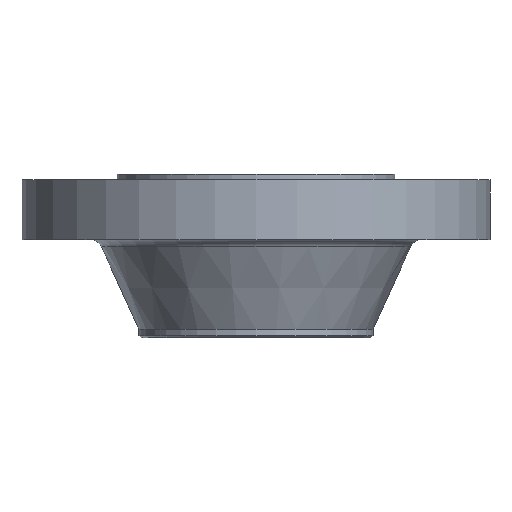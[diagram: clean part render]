
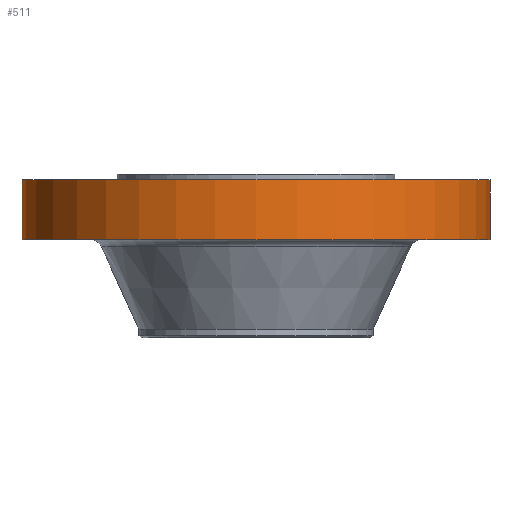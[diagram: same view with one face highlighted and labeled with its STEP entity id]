
A CAD part, front view. The second image highlights one B-rep face of the part: STEP entity #511.
In plain terms, the highlighted cylindrical face has radius 273.05 mm (diameter 546.1 mm), a partial arc.
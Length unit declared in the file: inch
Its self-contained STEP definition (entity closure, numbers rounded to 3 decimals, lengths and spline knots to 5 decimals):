
#60 = DIRECTION ( 'NONE',  ( 0., 0., 1. ) ) ;
#89 = CARTESIAN_POINT ( 'NONE',  ( 0., 0., -3. ) ) ;
#233 = CARTESIAN_POINT ( 'NONE',  ( 0., 0., -0.25 ) ) ;
#236 = DIRECTION ( 'NONE',  ( 1., 0., 0. ) ) ;
#246 = AXIS2_PLACEMENT_3D ( 'NONE', #89, #60, #600 ) ;
#288 = LINE ( 'NONE', #1055, #856 ) ;
#360 = VECTOR ( 'NONE', #1335, 39.37008 ) ;
#365 = CYLINDRICAL_SURFACE ( 'NONE', #1396, 10.75 ) ;
#373 = ORIENTED_EDGE ( 'NONE', *, *, #1193, .T. ) ;
#444 = AXIS2_PLACEMENT_3D ( 'NONE', #233, #788, #513 ) ;
#511 = ADVANCED_FACE ( 'NONE', ( #1015 ), #365, .T. ) ;
#513 = DIRECTION ( 'NONE',  ( 1., 0., 0. ) ) ;
#600 = DIRECTION ( 'NONE',  ( 1., 0., 0. ) ) ;
#710 = VERTEX_POINT ( 'NONE', #1473 ) ;
#788 = DIRECTION ( 'NONE',  ( 0., 0., 1. ) ) ;
#789 = VERTEX_POINT ( 'NONE', #1519 ) ;
#806 = DIRECTION ( 'NONE',  ( 0., 0., 1. ) ) ;
#856 = VECTOR ( 'NONE', #806, 39.37008 ) ;
#911 = LINE ( 'NONE', #1170, #360 ) ;
#1005 = CIRCLE ( 'NONE', #444, 10.75 ) ;
#1015 = FACE_OUTER_BOUND ( 'NONE', #1709, .T. ) ;
#1033 = CARTESIAN_POINT ( 'NONE',  ( 0., 0., 0. ) ) ;
#1055 = CARTESIAN_POINT ( 'NONE',  ( -10.75, 0., 0. ) ) ;
#1133 = CARTESIAN_POINT ( 'NONE',  ( -10.75, 0., -3. ) ) ;
#1143 = CIRCLE ( 'NONE', #246, 10.75 ) ;
#1170 = CARTESIAN_POINT ( 'NONE',  ( 10.75, 0., 0. ) ) ;
#1177 = ORIENTED_EDGE ( 'NONE', *, *, #1547, .F. ) ;
#1193 = EDGE_CURVE ( 'NONE', #1194, #710, #1143, .T. ) ;
#1194 = VERTEX_POINT ( 'NONE', #1133 ) ;
#1230 = EDGE_CURVE ( 'NONE', #710, #789, #911, .T. ) ;
#1276 = DIRECTION ( 'NONE',  ( 0., 0., 1. ) ) ;
#1335 = DIRECTION ( 'NONE',  ( 0., 0., 1. ) ) ;
#1362 = CARTESIAN_POINT ( 'NONE',  ( -10.75, 0., -0.25 ) ) ;
#1392 = ORIENTED_EDGE ( 'NONE', *, *, #1230, .T. ) ;
#1396 = AXIS2_PLACEMENT_3D ( 'NONE', #1033, #1276, #236 ) ;
#1473 = CARTESIAN_POINT ( 'NONE',  ( 10.75, 0., -3. ) ) ;
#1475 = ORIENTED_EDGE ( 'NONE', *, *, #1704, .F. ) ;
#1519 = CARTESIAN_POINT ( 'NONE',  ( 10.75, 0., -0.25 ) ) ;
#1547 = EDGE_CURVE ( 'NONE', #1194, #1591, #288, .T. ) ;
#1591 = VERTEX_POINT ( 'NONE', #1362 ) ;
#1704 = EDGE_CURVE ( 'NONE', #1591, #789, #1005, .T. ) ;
#1709 = EDGE_LOOP ( 'NONE', ( #1177, #373, #1392, #1475 ) ) ;
